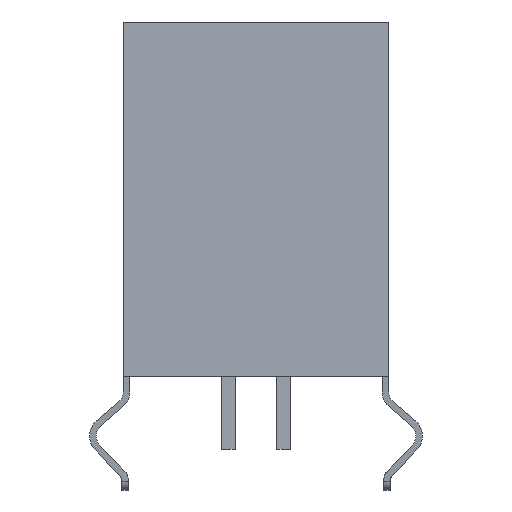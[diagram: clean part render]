
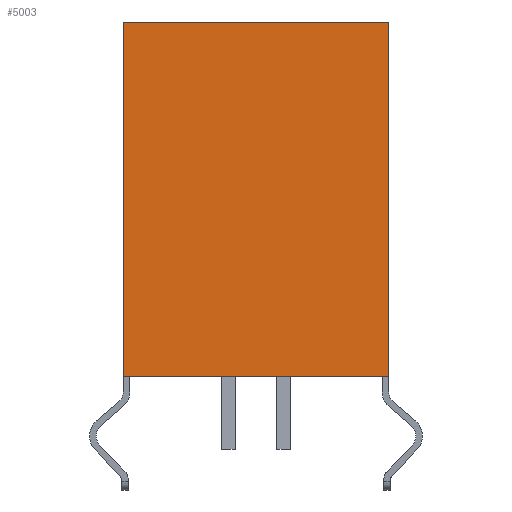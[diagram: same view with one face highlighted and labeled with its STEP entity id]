
A CAD part, front view. The second image highlights one B-rep face of the part: STEP entity #5003.
In plain terms, the highlighted planar face has unit normal (0, -1, 0).
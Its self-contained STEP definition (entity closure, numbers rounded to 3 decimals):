
#89 = EDGE_CURVE ( 'NONE', #537, #1990, #1947, .T. ) ;
#93 = VERTEX_POINT ( 'NONE', #3357 ) ;
#138 = PLANE ( 'NONE',  #4895 ) ;
#483 = VECTOR ( 'NONE', #1567, 1000. ) ;
#537 = VERTEX_POINT ( 'NONE', #4993 ) ;
#547 = CARTESIAN_POINT ( 'NONE',  ( -6., -5.5, -8. ) ) ;
#671 = DIRECTION ( 'NONE',  ( 1., 0., 0. ) ) ;
#1001 = VECTOR ( 'NONE', #3235, 1000. ) ;
#1187 = FACE_OUTER_BOUND ( 'NONE', #2590, .T. ) ;
#1364 = ORIENTED_EDGE ( 'NONE', *, *, #1635, .T. ) ;
#1567 = DIRECTION ( 'NONE',  ( 0., 0., -1. ) ) ;
#1635 = EDGE_CURVE ( 'NONE', #537, #93, #3429, .T. ) ;
#1824 = VECTOR ( 'NONE', #671, 1000. ) ;
#1947 = LINE ( 'NONE', #4955, #1824 ) ;
#1990 = VERTEX_POINT ( 'NONE', #2071 ) ;
#2058 = CARTESIAN_POINT ( 'NONE',  ( -6., -5.5, 8. ) ) ;
#2071 = CARTESIAN_POINT ( 'NONE',  ( 6., -5.5, 8. ) ) ;
#2255 = DIRECTION ( 'NONE',  ( 0., 0., -1. ) ) ;
#2448 = DIRECTION ( 'NONE',  ( 0., 0., 1. ) ) ;
#2590 = EDGE_LOOP ( 'NONE', ( #3539, #4966, #4365, #1364 ) ) ;
#2678 = EDGE_CURVE ( 'NONE', #93, #4572, #5005, .T. ) ;
#2830 = VECTOR ( 'NONE', #2255, 1000. ) ;
#3235 = DIRECTION ( 'NONE',  ( 1., 0., 0. ) ) ;
#3357 = CARTESIAN_POINT ( 'NONE',  ( -6., -5.5, -8. ) ) ;
#3429 = LINE ( 'NONE', #3887, #483 ) ;
#3539 = ORIENTED_EDGE ( 'NONE', *, *, #2678, .T. ) ;
#3615 = CARTESIAN_POINT ( 'NONE',  ( 6., -5.5, -8. ) ) ;
#3860 = LINE ( 'NONE', #4588, #2830 ) ;
#3887 = CARTESIAN_POINT ( 'NONE',  ( -6., -5.5, 8. ) ) ;
#4365 = ORIENTED_EDGE ( 'NONE', *, *, #89, .F. ) ;
#4572 = VERTEX_POINT ( 'NONE', #3615 ) ;
#4588 = CARTESIAN_POINT ( 'NONE',  ( 6., -5.5, 8. ) ) ;
#4712 = EDGE_CURVE ( 'NONE', #1990, #4572, #3860, .T. ) ;
#4785 = DIRECTION ( 'NONE',  ( 0., 1., 0. ) ) ;
#4895 = AXIS2_PLACEMENT_3D ( 'NONE', #2058, #4785, #2448 ) ;
#4955 = CARTESIAN_POINT ( 'NONE',  ( -6., -5.5, 8. ) ) ;
#4966 = ORIENTED_EDGE ( 'NONE', *, *, #4712, .F. ) ;
#4993 = CARTESIAN_POINT ( 'NONE',  ( -6., -5.5, 8. ) ) ;
#5003 = ADVANCED_FACE ( 'NONE', ( #1187 ), #138, .F. ) ;
#5005 = LINE ( 'NONE', #547, #1001 ) ;
